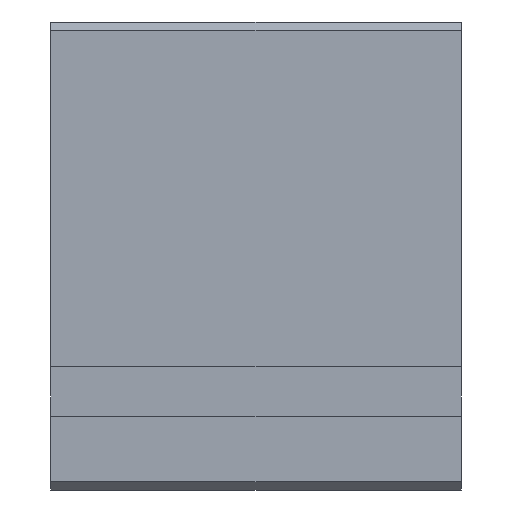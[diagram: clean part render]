
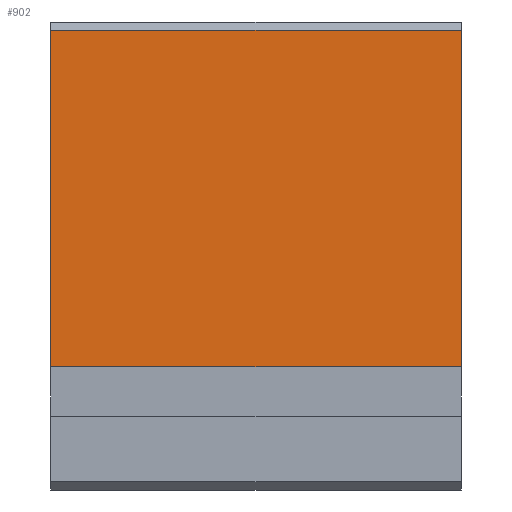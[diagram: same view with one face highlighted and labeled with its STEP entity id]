
A CAD part, left-side view. The second image highlights one B-rep face of the part: STEP entity #902.
In plain terms, the highlighted planar face has unit normal (-1, 0, 0).
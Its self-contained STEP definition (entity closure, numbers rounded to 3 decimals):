
#830=EDGE_CURVE('',#1070,#1536,#2079,.T.);
#902=ADVANCED_FACE('',(#2161),#2162,.T.);
#908=VERTEX_POINT('',#2169);
#1042=VERTEX_POINT('',#2314);
#1070=VERTEX_POINT('',#2348);
#1284=EDGE_CURVE('',#908,#1070,#2589,.T.);
#1298=EDGE_CURVE('',#1042,#1536,#2605,.T.);
#1328=EDGE_CURVE('',#908,#1042,#2638,.T.);
#1536=VERTEX_POINT('',#2868);
#2079=LINE('',#3511,#3512);
#2161=FACE_OUTER_BOUND('',#3619,.T.);
#2162=PLANE('',#3620);
#2169=CARTESIAN_POINT('',(-7.0,-13.0,47.0));
#2314=CARTESIAN_POINT('',(-7.0,37.0,47.0));
#2348=CARTESIAN_POINT('',(-7.0,-13.0,6.0));
#2589=LINE('',#4173,#4174);
#2605=LINE('',#4195,#4196);
#2638=LINE('',#4240,#4241);
#2868=CARTESIAN_POINT('',(-7.0,37.0,6.0));
#3511=CARTESIAN_POINT('',(-7.0,-13.0,6.0));
#3512=VECTOR('',#5306,1.0);
#3619=EDGE_LOOP('',(#5427,#5428,#5429,#5430));
#3620=AXIS2_PLACEMENT_3D('',#5431,#5432,#5433);
#4173=CARTESIAN_POINT('',(-7.0,-13.0,47.0));
#4174=VECTOR('',#5967,1.0);
#4195=CARTESIAN_POINT('',(-7.0,37.0,47.0));
#4196=VECTOR('',#5991,1.0);
#4240=CARTESIAN_POINT('',(-7.0,-13.0,47.0));
#4241=VECTOR('',#6048,1.0);
#5306=DIRECTION('',(0.0,1.0,0.0));
#5427=ORIENTED_EDGE('',*,*,#1298,.T.);
#5428=ORIENTED_EDGE('',*,*,#830,.F.);
#5429=ORIENTED_EDGE('',*,*,#1284,.F.);
#5430=ORIENTED_EDGE('',*,*,#1328,.T.);
#5431=CARTESIAN_POINT('',(-7.0,-13.0,47.0));
#5432=DIRECTION('',(-1.0,0.0,0.0));
#5433=DIRECTION('',(0.0,-1.0,0.0));
#5967=DIRECTION('',(0.0,0.0,-1.0));
#5991=DIRECTION('',(0.0,0.0,-1.0));
#6048=DIRECTION('',(0.0,1.0,0.0));
